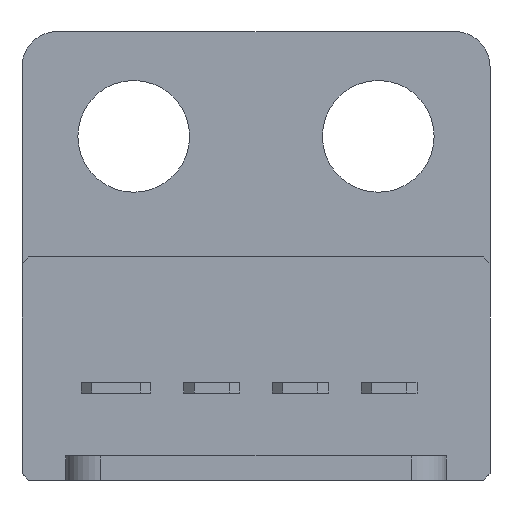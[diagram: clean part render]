
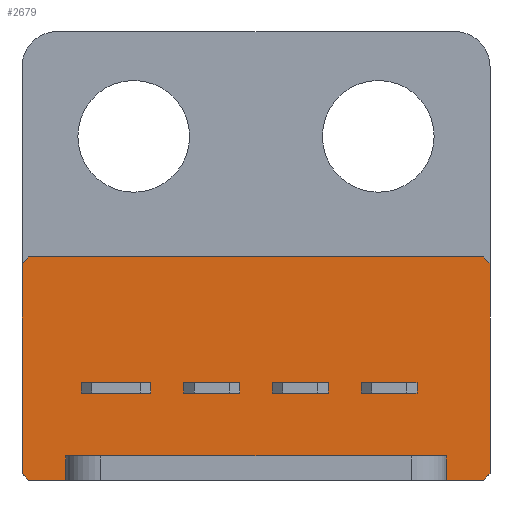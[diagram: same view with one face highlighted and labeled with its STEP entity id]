
A CAD part, front view. The second image highlights one B-rep face of the part: STEP entity #2679.
In plain terms, the highlighted planar face has unit normal (0, -1, 0).
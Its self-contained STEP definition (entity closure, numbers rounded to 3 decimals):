
#42=FACE_BOUND('',#327,.T.);
#43=FACE_BOUND('',#328,.T.);
#44=FACE_BOUND('',#329,.T.);
#45=FACE_BOUND('',#330,.T.);
#178=FACE_OUTER_BOUND('',#326,.T.);
#326=EDGE_LOOP('',(#2182,#2183,#2184,#2185,#2186,#2187,#2188,#2189,#2190,
#2191,#2192,#2193));
#327=EDGE_LOOP('',(#2194,#2195,#2196,#2197));
#328=EDGE_LOOP('',(#2198,#2199,#2200,#2201));
#329=EDGE_LOOP('',(#2202,#2203,#2204,#2205));
#330=EDGE_LOOP('',(#2206,#2207,#2208,#2209));
#379=LINE('',#3565,#721);
#394=LINE('',#3600,#736);
#409=LINE('',#3635,#751);
#422=LINE('',#3666,#764);
#429=LINE('',#3679,#771);
#463=LINE('',#3768,#805);
#466=LINE('',#3773,#808);
#467=LINE('',#3775,#809);
#469=LINE('',#3779,#811);
#470=LINE('',#3781,#812);
#472=LINE('',#3786,#814);
#475=LINE('',#3791,#817);
#476=LINE('',#3793,#818);
#477=LINE('',#3796,#819);
#480=LINE('',#3801,#822);
#481=LINE('',#3803,#823);
#488=LINE('',#3823,#830);
#503=LINE('',#3857,#845);
#506=LINE('',#3862,#848);
#590=LINE('',#4046,#932);
#599=LINE('',#4063,#941);
#647=LINE('',#4160,#989);
#652=LINE('',#4170,#994);
#655=LINE('',#4176,#997);
#658=LINE('',#4181,#1000);
#659=LINE('',#4182,#1001);
#660=LINE('',#4184,#1002);
#661=LINE('',#4185,#1003);
#721=VECTOR('',#2892,1.6);
#736=VECTOR('',#2919,1.6);
#751=VECTOR('',#2946,1.6);
#764=VECTOR('',#2971,0.3);
#771=VECTOR('',#2980,1.6);
#805=VECTOR('',#3074,0.3);
#808=VECTOR('',#3079,0.3);
#809=VECTOR('',#3082,1.6);
#811=VECTOR('',#3086,0.3);
#812=VECTOR('',#3089,1.6);
#814=VECTOR('',#3095,0.3);
#817=VECTOR('',#3100,0.3);
#818=VECTOR('',#3103,1.6);
#819=VECTOR('',#3106,0.3);
#822=VECTOR('',#3111,0.3);
#823=VECTOR('',#3114,1.6);
#830=VECTOR('',#3131,10.9);
#845=VECTOR('',#3162,0.7);
#848=VECTOR('',#3167,0.7);
#932=VECTOR('',#3313,0.283);
#941=VECTOR('',#3324,6.);
#989=VECTOR('',#3396,6.);
#994=VECTOR('',#3403,0.283);
#997=VECTOR('',#3408,13.);
#1000=VECTOR('',#3413,1.05);
#1001=VECTOR('',#3414,0.283);
#1002=VECTOR('',#3415,0.283);
#1003=VECTOR('',#3416,1.05);
#1062=VERTEX_POINT('',#3562);
#1063=VERTEX_POINT('',#3564);
#1076=VERTEX_POINT('',#3597);
#1077=VERTEX_POINT('',#3599);
#1090=VERTEX_POINT('',#3632);
#1091=VERTEX_POINT('',#3634);
#1102=VERTEX_POINT('',#3663);
#1103=VERTEX_POINT('',#3665);
#1108=VERTEX_POINT('',#3677);
#1133=VERTEX_POINT('',#3767);
#1134=VERTEX_POINT('',#3771);
#1135=VERTEX_POINT('',#3777);
#1136=VERTEX_POINT('',#3785);
#1137=VERTEX_POINT('',#3789);
#1138=VERTEX_POINT('',#3795);
#1139=VERTEX_POINT('',#3799);
#1146=VERTEX_POINT('',#3820);
#1147=VERTEX_POINT('',#3822);
#1158=VERTEX_POINT('',#3856);
#1159=VERTEX_POINT('',#3860);
#1227=VERTEX_POINT('',#4043);
#1228=VERTEX_POINT('',#4045);
#1235=VERTEX_POINT('',#4061);
#1271=VERTEX_POINT('',#4157);
#1272=VERTEX_POINT('',#4159);
#1276=VERTEX_POINT('',#4169);
#1278=VERTEX_POINT('',#4175);
#1280=VERTEX_POINT('',#4183);
#1311=EDGE_CURVE('',#1063,#1062,#379,.T.);
#1328=EDGE_CURVE('',#1077,#1076,#394,.T.);
#1345=EDGE_CURVE('',#1091,#1090,#409,.T.);
#1360=EDGE_CURVE('',#1103,#1102,#422,.T.);
#1367=EDGE_CURVE('',#1102,#1108,#429,.T.);
#1411=EDGE_CURVE('',#1133,#1077,#463,.T.);
#1414=EDGE_CURVE('',#1076,#1134,#466,.T.);
#1415=EDGE_CURVE('',#1134,#1133,#467,.T.);
#1417=EDGE_CURVE('',#1108,#1135,#469,.T.);
#1418=EDGE_CURVE('',#1135,#1103,#470,.T.);
#1420=EDGE_CURVE('',#1136,#1091,#472,.T.);
#1423=EDGE_CURVE('',#1090,#1137,#475,.T.);
#1424=EDGE_CURVE('',#1137,#1136,#476,.T.);
#1425=EDGE_CURVE('',#1138,#1063,#477,.T.);
#1428=EDGE_CURVE('',#1062,#1139,#480,.T.);
#1429=EDGE_CURVE('',#1139,#1138,#481,.T.);
#1438=EDGE_CURVE('',#1147,#1146,#488,.T.);
#1455=EDGE_CURVE('',#1158,#1147,#503,.T.);
#1458=EDGE_CURVE('',#1146,#1159,#506,.T.);
#1546=EDGE_CURVE('',#1227,#1228,#590,.T.);
#1555=EDGE_CURVE('',#1227,#1235,#599,.T.);
#1603=EDGE_CURVE('',#1272,#1271,#647,.T.);
#1608=EDGE_CURVE('',#1272,#1276,#652,.T.);
#1611=EDGE_CURVE('',#1276,#1278,#655,.T.);
#1614=EDGE_CURVE('',#1228,#1159,#658,.T.);
#1615=EDGE_CURVE('',#1278,#1235,#659,.T.);
#1616=EDGE_CURVE('',#1280,#1271,#660,.T.);
#1617=EDGE_CURVE('',#1158,#1280,#661,.T.);
#2182=ORIENTED_EDGE('',*,*,#1458,.T.);
#2183=ORIENTED_EDGE('',*,*,#1614,.F.);
#2184=ORIENTED_EDGE('',*,*,#1546,.F.);
#2185=ORIENTED_EDGE('',*,*,#1555,.T.);
#2186=ORIENTED_EDGE('',*,*,#1615,.F.);
#2187=ORIENTED_EDGE('',*,*,#1611,.F.);
#2188=ORIENTED_EDGE('',*,*,#1608,.F.);
#2189=ORIENTED_EDGE('',*,*,#1603,.T.);
#2190=ORIENTED_EDGE('',*,*,#1616,.F.);
#2191=ORIENTED_EDGE('',*,*,#1617,.F.);
#2192=ORIENTED_EDGE('',*,*,#1455,.T.);
#2193=ORIENTED_EDGE('',*,*,#1438,.T.);
#2194=ORIENTED_EDGE('',*,*,#1411,.T.);
#2195=ORIENTED_EDGE('',*,*,#1328,.T.);
#2196=ORIENTED_EDGE('',*,*,#1414,.T.);
#2197=ORIENTED_EDGE('',*,*,#1415,.T.);
#2198=ORIENTED_EDGE('',*,*,#1360,.T.);
#2199=ORIENTED_EDGE('',*,*,#1367,.T.);
#2200=ORIENTED_EDGE('',*,*,#1417,.T.);
#2201=ORIENTED_EDGE('',*,*,#1418,.T.);
#2202=ORIENTED_EDGE('',*,*,#1420,.T.);
#2203=ORIENTED_EDGE('',*,*,#1345,.T.);
#2204=ORIENTED_EDGE('',*,*,#1423,.T.);
#2205=ORIENTED_EDGE('',*,*,#1424,.T.);
#2206=ORIENTED_EDGE('',*,*,#1425,.T.);
#2207=ORIENTED_EDGE('',*,*,#1311,.T.);
#2208=ORIENTED_EDGE('',*,*,#1428,.T.);
#2209=ORIENTED_EDGE('',*,*,#1429,.T.);
#2500=PLANE('',#2839);
#2679=ADVANCED_FACE('',(#178,#42,#43,#44,#45),#2500,.T.);
#2839=AXIS2_PLACEMENT_3D('',#4180,#3411,#3412);
#2892=DIRECTION('',(-1.,0.,0.));
#2919=DIRECTION('',(-1.,0.,0.));
#2946=DIRECTION('',(-1.,0.,0.));
#2971=DIRECTION('',(0.,0.,-1.));
#2980=DIRECTION('',(-1.,0.,0.));
#3074=DIRECTION('',(0.,0.,-1.));
#3079=DIRECTION('',(0.,0.,1.));
#3082=DIRECTION('',(1.,0.,0.));
#3086=DIRECTION('',(0.,0.,1.));
#3089=DIRECTION('',(1.,0.,0.));
#3095=DIRECTION('',(0.,0.,-1.));
#3100=DIRECTION('',(0.,0.,1.));
#3103=DIRECTION('',(1.,0.,0.));
#3106=DIRECTION('',(0.,0.,-1.));
#3111=DIRECTION('',(0.,0.,1.));
#3114=DIRECTION('',(1.,0.,0.));
#3131=DIRECTION('',(1.,0.,0.));
#3162=DIRECTION('',(0.,0.,1.));
#3167=DIRECTION('',(0.,0.,-1.));
#3313=DIRECTION('',(-0.707,0.,-0.707));
#3324=DIRECTION('',(0.,0.,1.));
#3396=DIRECTION('',(0.,0.,-1.));
#3403=DIRECTION('',(0.707,0.,0.707));
#3408=DIRECTION('',(1.,0.,0.));
#3411=DIRECTION('center_axis',(0.,-1.,0.));
#3412=DIRECTION('ref_axis',(1.,0.,0.));
#3413=DIRECTION('',(-1.,0.,0.));
#3414=DIRECTION('',(0.707,0.,-0.707));
#3415=DIRECTION('',(-0.707,0.,0.707));
#3416=DIRECTION('',(-1.,0.,0.));
#3562=CARTESIAN_POINT('',(3.01,0.,-0.7));
#3564=CARTESIAN_POINT('',(4.61,0.,-0.7));
#3565=CARTESIAN_POINT('',(-1.845,0.,-0.7));
#3597=CARTESIAN_POINT('',(0.47,0.,-0.7));
#3599=CARTESIAN_POINT('',(2.07,0.,-0.7));
#3600=CARTESIAN_POINT('',(-3.115,0.,-0.7));
#3632=CARTESIAN_POINT('',(-2.07,0.,-0.7));
#3634=CARTESIAN_POINT('',(-0.47,0.,-0.7));
#3635=CARTESIAN_POINT('',(-4.385,0.,-0.7));
#3663=CARTESIAN_POINT('',(-3.01,0.,-0.7));
#3665=CARTESIAN_POINT('',(-3.01,0.,-0.4));
#3666=CARTESIAN_POINT('',(-3.01,0.,-0.35));
#3677=CARTESIAN_POINT('',(-4.61,0.,-0.7));
#3679=CARTESIAN_POINT('',(-5.655,0.,-0.7));
#3767=CARTESIAN_POINT('',(2.07,0.,-0.4));
#3768=CARTESIAN_POINT('',(2.07,0.,-0.35));
#3771=CARTESIAN_POINT('',(0.47,0.,-0.4));
#3773=CARTESIAN_POINT('',(0.47,0.,-0.2));
#3775=CARTESIAN_POINT('',(-2.315,0.,-0.4));
#3777=CARTESIAN_POINT('',(-4.61,0.,-0.4));
#3779=CARTESIAN_POINT('',(-4.61,0.,-0.2));
#3781=CARTESIAN_POINT('',(-4.855,0.,-0.4));
#3785=CARTESIAN_POINT('',(-0.47,0.,-0.4));
#3786=CARTESIAN_POINT('',(-0.47,0.,-0.35));
#3789=CARTESIAN_POINT('',(-2.07,0.,-0.4));
#3791=CARTESIAN_POINT('',(-2.07,0.,-0.2));
#3793=CARTESIAN_POINT('',(-3.585,0.,-0.4));
#3795=CARTESIAN_POINT('',(4.61,0.,-0.4));
#3796=CARTESIAN_POINT('',(4.61,0.,-0.35));
#3799=CARTESIAN_POINT('',(3.01,0.,-0.4));
#3801=CARTESIAN_POINT('',(3.01,0.,-0.2));
#3803=CARTESIAN_POINT('',(-1.045,0.,-0.4));
#3820=CARTESIAN_POINT('',(5.45,0.,-2.5));
#3822=CARTESIAN_POINT('',(-5.45,0.,-2.5));
#3823=CARTESIAN_POINT('',(-3.35,0.,-2.5));
#3856=CARTESIAN_POINT('',(-5.45,0.,-3.2));
#3857=CARTESIAN_POINT('',(-5.45,0.,-1.6));
#3860=CARTESIAN_POINT('',(5.45,0.,-3.2));
#3862=CARTESIAN_POINT('',(5.45,0.,-1.6));
#4043=CARTESIAN_POINT('',(6.7,0.,-3.));
#4045=CARTESIAN_POINT('',(6.5,0.,-3.2));
#4046=CARTESIAN_POINT('',(4.05,0.,-5.65));
#4061=CARTESIAN_POINT('',(6.7,0.,3.));
#4063=CARTESIAN_POINT('',(6.7,0.,0.));
#4157=CARTESIAN_POINT('',(-6.7,0.,-3.));
#4159=CARTESIAN_POINT('',(-6.7,0.,3.));
#4160=CARTESIAN_POINT('',(-6.7,0.,0.));
#4169=CARTESIAN_POINT('',(-6.5,0.,3.2));
#4170=CARTESIAN_POINT('',(-7.4,0.,2.3));
#4175=CARTESIAN_POINT('',(6.5,0.,3.2));
#4176=CARTESIAN_POINT('',(-6.7,0.,3.2));
#4180=CARTESIAN_POINT('Origin',(-6.7,0.,0.));
#4181=CARTESIAN_POINT('',(-6.7,0.,-3.2));
#4182=CARTESIAN_POINT('',(4.05,0.,5.65));
#4183=CARTESIAN_POINT('',(-6.5,0.,-3.2));
#4184=CARTESIAN_POINT('',(-7.4,0.,-2.3));
#4185=CARTESIAN_POINT('',(-6.7,0.,-3.2));
